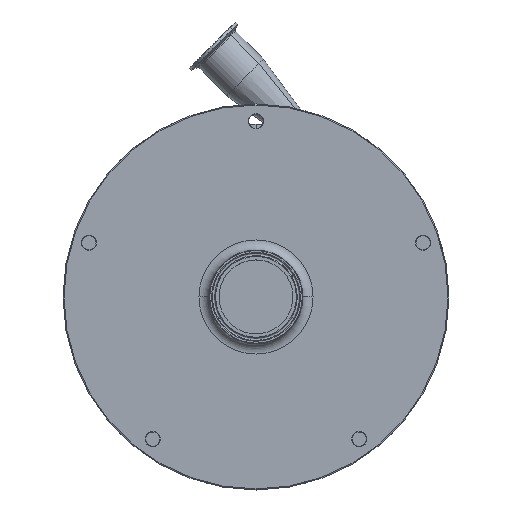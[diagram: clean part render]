
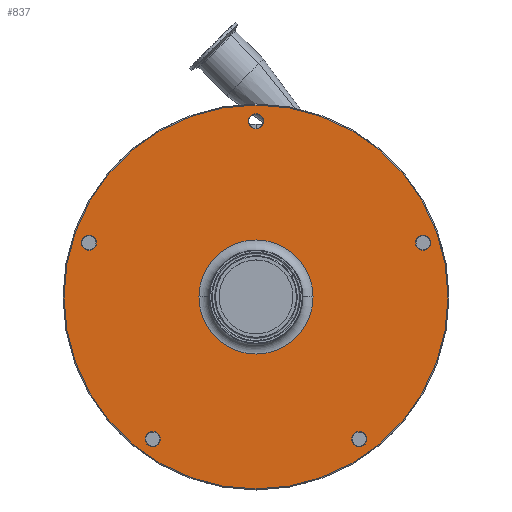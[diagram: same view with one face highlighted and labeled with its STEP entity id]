
A CAD part, top view. The second image highlights one B-rep face of the part: STEP entity #837.
In plain terms, the highlighted planar face has unit normal (0, 0, 1).
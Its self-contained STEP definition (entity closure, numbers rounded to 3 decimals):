
#34 = VERTEX_POINT ( 'NONE', #1544 ) ;
#42 = EDGE_LOOP ( 'NONE', ( #3390, #3246 ) ) ;
#122 = CARTESIAN_POINT ( 'NONE',  ( -7.5, 172.5, 289. ) ) ;
#140 = CARTESIAN_POINT ( 'NONE',  ( 0., 0., 289. ) ) ;
#149 = ORIENTED_EDGE ( 'NONE', *, *, #159, .F. ) ;
#151 = AXIS2_PLACEMENT_3D ( 'NONE', #4127, #3189, #779 ) ;
#159 = EDGE_CURVE ( 'NONE', #3406, #4950, #3790, .T. ) ;
#171 = DIRECTION ( 'NONE',  ( 0., -1., 0. ) ) ;
#203 = DIRECTION ( 'NONE',  ( 0., 0., 1. ) ) ;
#354 = ORIENTED_EDGE ( 'NONE', *, *, #2238, .T. ) ;
#380 = ORIENTED_EDGE ( 'NONE', *, *, #6214, .T. ) ;
#431 = EDGE_CURVE ( 'NONE', #2402, #957, #3793, .T. ) ;
#465 = DIRECTION ( 'NONE',  ( -1., 0., 0. ) ) ;
#527 = AXIS2_PLACEMENT_3D ( 'NONE', #5801, #4932, #3895 ) ;
#607 = FACE_BOUND ( 'NONE', #4890, .T. ) ;
#640 = CIRCLE ( 'NONE', #4207, 7.5 ) ;
#706 = CARTESIAN_POINT ( 'NONE',  ( -101.393, -147.055, 289. ) ) ;
#758 = EDGE_LOOP ( 'NONE', ( #1884, #354 ) ) ;
#760 = CARTESIAN_POINT ( 'NONE',  ( -164.057, 53.305, 289. ) ) ;
#779 = DIRECTION ( 'NONE',  ( 1., 0., 0. ) ) ;
#797 = VERTEX_POINT ( 'NONE', #5044 ) ;
#837 = ADVANCED_FACE ( 'NONE', ( #4945, #3546, #607, #6048, #2519, #1190, #2621 ), #4562, .F. ) ;
#917 = DIRECTION ( 'NONE',  ( 1., 0., 0. ) ) ;
#957 = VERTEX_POINT ( 'NONE', #2937 ) ;
#1115 = EDGE_LOOP ( 'NONE', ( #3120, #4308 ) ) ;
#1152 = AXIS2_PLACEMENT_3D ( 'NONE', #2939, #6307, #4766 ) ;
#1190 = FACE_OUTER_BOUND ( 'NONE', #758, .T. ) ;
#1218 = DIRECTION ( 'NONE',  ( 0., -1., 0. ) ) ;
#1231 = CARTESIAN_POINT ( 'NONE',  ( 101.393, -147.055, 289. ) ) ;
#1289 = ORIENTED_EDGE ( 'NONE', *, *, #2709, .T. ) ;
#1397 = CARTESIAN_POINT ( 'NONE',  ( 0., 172.5, 289. ) ) ;
#1428 = CARTESIAN_POINT ( 'NONE',  ( 0., 0., 289. ) ) ;
#1453 = ORIENTED_EDGE ( 'NONE', *, *, #2393, .F. ) ;
#1492 = AXIS2_PLACEMENT_3D ( 'NONE', #3258, #4722, #3290 ) ;
#1508 = AXIS2_PLACEMENT_3D ( 'NONE', #6077, #3650, #1218 ) ;
#1511 = CARTESIAN_POINT ( 'NONE',  ( 101.393, -139.555, 289. ) ) ;
#1544 = CARTESIAN_POINT ( 'NONE',  ( 56., 0., 289. ) ) ;
#1551 = CARTESIAN_POINT ( 'NONE',  ( 164.057, 60.805, 289. ) ) ;
#1588 = VERTEX_POINT ( 'NONE', #3608 ) ;
#1604 = VERTEX_POINT ( 'NONE', #706 ) ;
#1806 = VERTEX_POINT ( 'NONE', #3563 ) ;
#1814 = ORIENTED_EDGE ( 'NONE', *, *, #4211, .F. ) ;
#1826 = DIRECTION ( 'NONE',  ( 0., 0., 1. ) ) ;
#1879 = AXIS2_PLACEMENT_3D ( 'NONE', #6032, #2668, #5474 ) ;
#1884 = ORIENTED_EDGE ( 'NONE', *, *, #4646, .T. ) ;
#1992 = CARTESIAN_POINT ( 'NONE',  ( -164.057, 45.805, 289. ) ) ;
#2161 = DIRECTION ( 'NONE',  ( 0., 0., 1. ) ) ;
#2163 = EDGE_CURVE ( 'NONE', #3485, #2493, #640, .T. ) ;
#2211 = ORIENTED_EDGE ( 'NONE', *, *, #431, .F. ) ;
#2238 = EDGE_CURVE ( 'NONE', #1588, #3445, #3601, .T. ) ;
#2273 = DIRECTION ( 'NONE',  ( 0., 0., 1. ) ) ;
#2278 = EDGE_CURVE ( 'NONE', #957, #2402, #2460, .T. ) ;
#2286 = CIRCLE ( 'NONE', #1879, 188.5 ) ;
#2306 = DIRECTION ( 'NONE',  ( 0., 0., 1. ) ) ;
#2383 = AXIS2_PLACEMENT_3D ( 'NONE', #3603, #2161, #5028 ) ;
#2387 = CARTESIAN_POINT ( 'NONE',  ( -164.057, 60.805, 289. ) ) ;
#2393 = EDGE_CURVE ( 'NONE', #4950, #3406, #4402, .T. ) ;
#2402 = VERTEX_POINT ( 'NONE', #1231 ) ;
#2403 = EDGE_LOOP ( 'NONE', ( #1814, #4461 ) ) ;
#2459 = DIRECTION ( 'NONE',  ( 0., 0., 1. ) ) ;
#2460 = CIRCLE ( 'NONE', #2972, 7.5 ) ;
#2493 = VERTEX_POINT ( 'NONE', #4665 ) ;
#2519 = FACE_BOUND ( 'NONE', #2403, .T. ) ;
#2621 = FACE_BOUND ( 'NONE', #6198, .T. ) ;
#2656 = EDGE_CURVE ( 'NONE', #1604, #797, #3288, .T. ) ;
#2668 = DIRECTION ( 'NONE',  ( 0., 0., 1. ) ) ;
#2709 = EDGE_CURVE ( 'NONE', #5794, #34, #5127, .T. ) ;
#2888 = DIRECTION ( 'NONE',  ( 0., 0., -1. ) ) ;
#2937 = CARTESIAN_POINT ( 'NONE',  ( 101.393, -132.055, 289. ) ) ;
#2939 = CARTESIAN_POINT ( 'NONE',  ( 0., 0., 289. ) ) ;
#2972 = AXIS2_PLACEMENT_3D ( 'NONE', #1511, #203, #171 ) ;
#2980 = AXIS2_PLACEMENT_3D ( 'NONE', #1428, #2888, #465 ) ;
#3056 = CARTESIAN_POINT ( 'NONE',  ( -188.5, 0., 289. ) ) ;
#3068 = VERTEX_POINT ( 'NONE', #1551 ) ;
#3120 = ORIENTED_EDGE ( 'NONE', *, *, #2656, .F. ) ;
#3189 = DIRECTION ( 'NONE',  ( 0., 0., 1. ) ) ;
#3246 = ORIENTED_EDGE ( 'NONE', *, *, #5944, .F. ) ;
#3258 = CARTESIAN_POINT ( 'NONE',  ( 164.057, 53.305, 289. ) ) ;
#3288 = CIRCLE ( 'NONE', #527, 7.5 ) ;
#3290 = DIRECTION ( 'NONE',  ( 0., -1., 0. ) ) ;
#3390 = ORIENTED_EDGE ( 'NONE', *, *, #6181, .F. ) ;
#3406 = VERTEX_POINT ( 'NONE', #2387 ) ;
#3416 = CIRCLE ( 'NONE', #151, 7.5 ) ;
#3433 = DIRECTION ( 'NONE',  ( 0., 0., -1. ) ) ;
#3445 = VERTEX_POINT ( 'NONE', #3056 ) ;
#3485 = VERTEX_POINT ( 'NONE', #122 ) ;
#3546 = FACE_BOUND ( 'NONE', #1115, .T. ) ;
#3563 = CARTESIAN_POINT ( 'NONE',  ( 164.057, 45.805, 289. ) ) ;
#3570 = AXIS2_PLACEMENT_3D ( 'NONE', #4467, #4038, #4499 ) ;
#3601 = CIRCLE ( 'NONE', #1152, 188.5 ) ;
#3603 = CARTESIAN_POINT ( 'NONE',  ( -101.393, -139.555, 289. ) ) ;
#3608 = CARTESIAN_POINT ( 'NONE',  ( 188.5, 0., 289. ) ) ;
#3650 = DIRECTION ( 'NONE',  ( 0., 0., 1. ) ) ;
#3732 = CIRCLE ( 'NONE', #2383, 7.5 ) ;
#3789 = CARTESIAN_POINT ( 'NONE',  ( -56., 0., 289. ) ) ;
#3790 = CIRCLE ( 'NONE', #5819, 7.5 ) ;
#3793 = CIRCLE ( 'NONE', #4987, 7.5 ) ;
#3895 = DIRECTION ( 'NONE',  ( 0., -1., 0. ) ) ;
#4038 = DIRECTION ( 'NONE',  ( 0., 0., -1. ) ) ;
#4127 = CARTESIAN_POINT ( 'NONE',  ( 0., 172.5, 289. ) ) ;
#4148 = CIRCLE ( 'NONE', #1492, 7.5 ) ;
#4207 = AXIS2_PLACEMENT_3D ( 'NONE', #1397, #2459, #917 ) ;
#4211 = EDGE_CURVE ( 'NONE', #2493, #3485, #3416, .T. ) ;
#4308 = ORIENTED_EDGE ( 'NONE', *, *, #4763, .F. ) ;
#4402 = CIRCLE ( 'NONE', #5214, 7.5 ) ;
#4461 = ORIENTED_EDGE ( 'NONE', *, *, #2163, .F. ) ;
#4467 = CARTESIAN_POINT ( 'NONE',  ( 0., 189.5, 289. ) ) ;
#4499 = DIRECTION ( 'NONE',  ( -1., 0., 0. ) ) ;
#4559 = CIRCLE ( 'NONE', #4664, 56. ) ;
#4562 = PLANE ( 'NONE',  #3570 ) ;
#4646 = EDGE_CURVE ( 'NONE', #3445, #1588, #2286, .T. ) ;
#4664 = AXIS2_PLACEMENT_3D ( 'NONE', #140, #3433, #4930 ) ;
#4665 = CARTESIAN_POINT ( 'NONE',  ( 7.5, 172.5, 289. ) ) ;
#4694 = DIRECTION ( 'NONE',  ( 0., -1., 0. ) ) ;
#4697 = DIRECTION ( 'NONE',  ( 0., -1., 0. ) ) ;
#4722 = DIRECTION ( 'NONE',  ( 0., 0., 1. ) ) ;
#4762 = CIRCLE ( 'NONE', #1508, 7.5 ) ;
#4763 = EDGE_CURVE ( 'NONE', #797, #1604, #3732, .T. ) ;
#4766 = DIRECTION ( 'NONE',  ( -1., 0., 0. ) ) ;
#4890 = EDGE_LOOP ( 'NONE', ( #2211, #4920 ) ) ;
#4920 = ORIENTED_EDGE ( 'NONE', *, *, #2278, .F. ) ;
#4930 = DIRECTION ( 'NONE',  ( -1., 0., 0. ) ) ;
#4932 = DIRECTION ( 'NONE',  ( 0., 0., 1. ) ) ;
#4945 = FACE_BOUND ( 'NONE', #6175, .T. ) ;
#4950 = VERTEX_POINT ( 'NONE', #1992 ) ;
#4987 = AXIS2_PLACEMENT_3D ( 'NONE', #5351, #1826, #5775 ) ;
#5028 = DIRECTION ( 'NONE',  ( 0., -1., 0. ) ) ;
#5044 = CARTESIAN_POINT ( 'NONE',  ( -101.393, -132.055, 289. ) ) ;
#5127 = CIRCLE ( 'NONE', #2980, 56. ) ;
#5179 = CARTESIAN_POINT ( 'NONE',  ( -164.057, 53.305, 289. ) ) ;
#5214 = AXIS2_PLACEMENT_3D ( 'NONE', #760, #2306, #4697 ) ;
#5351 = CARTESIAN_POINT ( 'NONE',  ( 101.393, -139.555, 289. ) ) ;
#5474 = DIRECTION ( 'NONE',  ( -1., 0., 0. ) ) ;
#5775 = DIRECTION ( 'NONE',  ( 0., -1., 0. ) ) ;
#5794 = VERTEX_POINT ( 'NONE', #3789 ) ;
#5801 = CARTESIAN_POINT ( 'NONE',  ( -101.393, -139.555, 289. ) ) ;
#5819 = AXIS2_PLACEMENT_3D ( 'NONE', #5179, #2273, #4694 ) ;
#5944 = EDGE_CURVE ( 'NONE', #3068, #1806, #4148, .T. ) ;
#6032 = CARTESIAN_POINT ( 'NONE',  ( 0., 0., 289. ) ) ;
#6048 = FACE_BOUND ( 'NONE', #42, .T. ) ;
#6077 = CARTESIAN_POINT ( 'NONE',  ( 164.057, 53.305, 289. ) ) ;
#6175 = EDGE_LOOP ( 'NONE', ( #1453, #149 ) ) ;
#6181 = EDGE_CURVE ( 'NONE', #1806, #3068, #4762, .T. ) ;
#6198 = EDGE_LOOP ( 'NONE', ( #1289, #380 ) ) ;
#6214 = EDGE_CURVE ( 'NONE', #34, #5794, #4559, .T. ) ;
#6307 = DIRECTION ( 'NONE',  ( 0., 0., 1. ) ) ;
